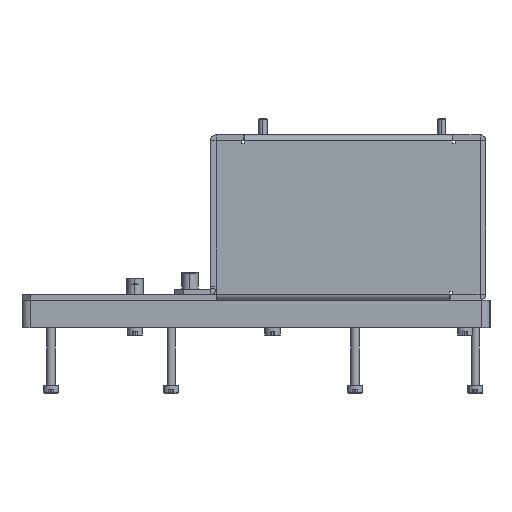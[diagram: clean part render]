
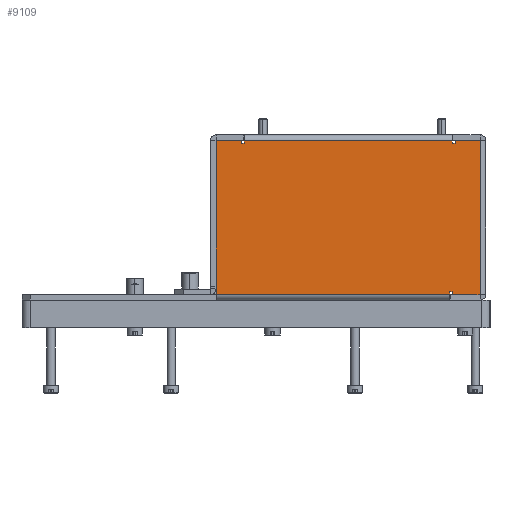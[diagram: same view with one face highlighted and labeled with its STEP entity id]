
A CAD part, left-side view. The second image highlights one B-rep face of the part: STEP entity #9109.
In plain terms, the highlighted face is planar.
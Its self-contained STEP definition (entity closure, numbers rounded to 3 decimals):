
#104 = VECTOR ( 'NONE', #2419, 1000. ) ;
#159 = DIRECTION ( 'NONE',  ( 0., 0., -1. ) ) ;
#505 = VERTEX_POINT ( 'NONE', #9788 ) ;
#963 = DIRECTION ( 'NONE',  ( 0., 1., 0. ) ) ;
#1089 = LINE ( 'NONE', #10567, #10678 ) ;
#1145 = ORIENTED_EDGE ( 'NONE', *, *, #11446, .T. ) ;
#1166 = CARTESIAN_POINT ( 'NONE',  ( 229., 0., 56. ) ) ;
#1176 = LINE ( 'NONE', #3776, #9773 ) ;
#1274 = VERTEX_POINT ( 'NONE', #7353 ) ;
#1279 = VECTOR ( 'NONE', #8079, 1000. ) ;
#1320 = LINE ( 'NONE', #6130, #10699 ) ;
#1326 = LINE ( 'NONE', #7150, #3558 ) ;
#1577 = ORIENTED_EDGE ( 'NONE', *, *, #8973, .T. ) ;
#1771 = ORIENTED_EDGE ( 'NONE', *, *, #2389, .F. ) ;
#1780 = VERTEX_POINT ( 'NONE', #7702 ) ;
#1904 = CARTESIAN_POINT ( 'NONE',  ( 229., 0., 56. ) ) ;
#1933 = ORIENTED_EDGE ( 'NONE', *, *, #11911, .F. ) ;
#2362 = ORIENTED_EDGE ( 'NONE', *, *, #9363, .T. ) ;
#2389 = EDGE_CURVE ( 'NONE', #9327, #7203, #5634, .T. ) ;
#2419 = DIRECTION ( 'NONE',  ( 0., -1., 0. ) ) ;
#2500 = VERTEX_POINT ( 'NONE', #12445 ) ;
#2560 = ORIENTED_EDGE ( 'NONE', *, *, #3610, .F. ) ;
#2583 = CARTESIAN_POINT ( 'NONE',  ( 229., 88.8, 0. ) ) ;
#2660 = DIRECTION ( 'NONE',  ( 0., 0., 1. ) ) ;
#2926 = DIRECTION ( 'NONE',  ( 0., 1., 0. ) ) ;
#3013 = DIRECTION ( 'NONE',  ( 0., 1., 0. ) ) ;
#3171 = VERTEX_POINT ( 'NONE', #4609 ) ;
#3367 = AXIS2_PLACEMENT_3D ( 'NONE', #1166, #4075, #9032 ) ;
#3371 = LINE ( 'NONE', #11111, #104 ) ;
#3396 = DIRECTION ( 'NONE',  ( 0., 0., 1. ) ) ;
#3433 = VECTOR ( 'NONE', #963, 1000. ) ;
#3465 = CARTESIAN_POINT ( 'NONE',  ( 229., 13.2, 54.9 ) ) ;
#3558 = VECTOR ( 'NONE', #11042, 1000. ) ;
#3610 = EDGE_CURVE ( 'NONE', #5931, #3171, #4540, .T. ) ;
#3632 = CARTESIAN_POINT ( 'NONE',  ( 229., 12.2, 1.1 ) ) ;
#3658 = LINE ( 'NONE', #7520, #6230 ) ;
#3716 = ORIENTED_EDGE ( 'NONE', *, *, #12116, .T. ) ;
#3776 = CARTESIAN_POINT ( 'NONE',  ( 229., 12.2, 56. ) ) ;
#3800 = EDGE_CURVE ( 'NONE', #7965, #1274, #1176, .T. ) ;
#3949 = EDGE_CURVE ( 'NONE', #7644, #8891, #9169, .T. ) ;
#3950 = CARTESIAN_POINT ( 'NONE',  ( 229., 13.2, 55.9 ) ) ;
#4075 = DIRECTION ( 'NONE',  ( -1., 0., 0. ) ) ;
#4184 = ORIENTED_EDGE ( 'NONE', *, *, #11105, .F. ) ;
#4228 = EDGE_CURVE ( 'NONE', #2500, #7965, #8747, .T. ) ;
#4235 = ORIENTED_EDGE ( 'NONE', *, *, #8911, .F. ) ;
#4493 = VECTOR ( 'NONE', #2660, 1000. ) ;
#4540 = LINE ( 'NONE', #11354, #4493 ) ;
#4609 = CARTESIAN_POINT ( 'NONE',  ( 229., 88.8, 1.1 ) ) ;
#4754 = CARTESIAN_POINT ( 'NONE',  ( 229., 0., 0. ) ) ;
#4773 = CARTESIAN_POINT ( 'NONE',  ( 229., 11.2, 56. ) ) ;
#4786 = DIRECTION ( 'NONE',  ( 0., 1., 0. ) ) ;
#4897 = PLANE ( 'NONE',  #3367 ) ;
#5004 = VECTOR ( 'NONE', #4786, 1000. ) ;
#5536 = ORIENTED_EDGE ( 'NONE', *, *, #10720, .T. ) ;
#5614 = CARTESIAN_POINT ( 'NONE',  ( 229., 87.8, 0.1 ) ) ;
#5629 = VERTEX_POINT ( 'NONE', #11921 ) ;
#5634 = LINE ( 'NONE', #9584, #6069 ) ;
#5765 = LINE ( 'NONE', #9659, #3433 ) ;
#5927 = CARTESIAN_POINT ( 'NONE',  ( 229., 0., 54.9 ) ) ;
#5931 = VERTEX_POINT ( 'NONE', #2583 ) ;
#5968 = EDGE_LOOP ( 'NONE', ( #4184, #1771, #12119, #2362, #9314, #6150, #2560, #1145, #4235, #1577, #8133, #1933, #6369, #11196, #5536, #3716 ) ) ;
#5975 = FACE_OUTER_BOUND ( 'NONE', #5968, .T. ) ;
#5977 = VECTOR ( 'NONE', #6534, 1000. ) ;
#6027 = VECTOR ( 'NONE', #8649, 1000. ) ;
#6069 = VECTOR ( 'NONE', #7484, 1000. ) ;
#6130 = CARTESIAN_POINT ( 'NONE',  ( 229., 2.1, 56. ) ) ;
#6150 = ORIENTED_EDGE ( 'NONE', *, *, #10930, .F. ) ;
#6230 = VECTOR ( 'NONE', #9496, 1000. ) ;
#6369 = ORIENTED_EDGE ( 'NONE', *, *, #3800, .F. ) ;
#6482 = LINE ( 'NONE', #7498, #5977 ) ;
#6534 = DIRECTION ( 'NONE',  ( 0., 1., 0. ) ) ;
#7081 = DIRECTION ( 'NONE',  ( 0., 0., -1. ) ) ;
#7150 = CARTESIAN_POINT ( 'NONE',  ( 229., 97.999, 56. ) ) ;
#7194 = CARTESIAN_POINT ( 'NONE',  ( 229., 87.8, 56. ) ) ;
#7203 = VERTEX_POINT ( 'NONE', #7697 ) ;
#7245 = LINE ( 'NONE', #7427, #12301 ) ;
#7353 = CARTESIAN_POINT ( 'NONE',  ( 229., 12.2, 54.9 ) ) ;
#7427 = CARTESIAN_POINT ( 'NONE',  ( 229., 12.2, 56. ) ) ;
#7484 = DIRECTION ( 'NONE',  ( 0., -1., 0. ) ) ;
#7498 = CARTESIAN_POINT ( 'NONE',  ( 229., 12.2, 0.1 ) ) ;
#7520 = CARTESIAN_POINT ( 'NONE',  ( 229., 0., 1.1 ) ) ;
#7644 = VERTEX_POINT ( 'NONE', #11050 ) ;
#7650 = LINE ( 'NONE', #5927, #5004 ) ;
#7690 = LINE ( 'NONE', #4754, #8272 ) ;
#7697 = CARTESIAN_POINT ( 'NONE',  ( 229., 11.2, 1.1 ) ) ;
#7702 = CARTESIAN_POINT ( 'NONE',  ( 229., 2.1, 0. ) ) ;
#7758 = VECTOR ( 'NONE', #2926, 1000. ) ;
#7965 = VERTEX_POINT ( 'NONE', #10204 ) ;
#8079 = DIRECTION ( 'NONE',  ( 0., 0., -1. ) ) ;
#8133 = ORIENTED_EDGE ( 'NONE', *, *, #10070, .F. ) ;
#8272 = VECTOR ( 'NONE', #3013, 1000. ) ;
#8649 = DIRECTION ( 'NONE',  ( 0., 0., -1. ) ) ;
#8747 = LINE ( 'NONE', #1904, #7758 ) ;
#8803 = VERTEX_POINT ( 'NONE', #3950 ) ;
#8891 = VERTEX_POINT ( 'NONE', #5614 ) ;
#8911 = EDGE_CURVE ( 'NONE', #505, #12234, #1326, .T. ) ;
#8973 = EDGE_CURVE ( 'NONE', #505, #8803, #3371, .T. ) ;
#9032 = DIRECTION ( 'NONE',  ( 0., -1., 0. ) ) ;
#9109 = ADVANCED_FACE ( 'NONE', ( #5975 ), #4897, .F. ) ;
#9169 = LINE ( 'NONE', #7194, #1279 ) ;
#9185 = VERTEX_POINT ( 'NONE', #9987 ) ;
#9314 = ORIENTED_EDGE ( 'NONE', *, *, #3949, .F. ) ;
#9327 = VERTEX_POINT ( 'NONE', #3632 ) ;
#9363 = EDGE_CURVE ( 'NONE', #9185, #8891, #6482, .T. ) ;
#9496 = DIRECTION ( 'NONE',  ( 0., -1., 0. ) ) ;
#9584 = CARTESIAN_POINT ( 'NONE',  ( 229., 0., 1.1 ) ) ;
#9659 = CARTESIAN_POINT ( 'NONE',  ( 229., 0., 0. ) ) ;
#9705 = EDGE_CURVE ( 'NONE', #9185, #9327, #7245, .T. ) ;
#9773 = VECTOR ( 'NONE', #159, 1000. ) ;
#9788 = CARTESIAN_POINT ( 'NONE',  ( 229., 97.999, 55.9 ) ) ;
#9933 = LINE ( 'NONE', #4773, #6027 ) ;
#9987 = CARTESIAN_POINT ( 'NONE',  ( 229., 12.2, 0.1 ) ) ;
#10070 = EDGE_CURVE ( 'NONE', #10379, #8803, #1089, .T. ) ;
#10204 = CARTESIAN_POINT ( 'NONE',  ( 229., 12.2, 56. ) ) ;
#10379 = VERTEX_POINT ( 'NONE', #3465 ) ;
#10567 = CARTESIAN_POINT ( 'NONE',  ( 229., 13.2, 56. ) ) ;
#10678 = VECTOR ( 'NONE', #11702, 1000. ) ;
#10699 = VECTOR ( 'NONE', #7081, 1000. ) ;
#10720 = EDGE_CURVE ( 'NONE', #2500, #1780, #1320, .T. ) ;
#10747 = CARTESIAN_POINT ( 'NONE',  ( 229., 97.999, 0. ) ) ;
#10930 = EDGE_CURVE ( 'NONE', #3171, #7644, #3658, .T. ) ;
#11042 = DIRECTION ( 'NONE',  ( 0., 0., -1. ) ) ;
#11050 = CARTESIAN_POINT ( 'NONE',  ( 229., 87.8, 1.1 ) ) ;
#11105 = EDGE_CURVE ( 'NONE', #7203, #5629, #9933, .T. ) ;
#11111 = CARTESIAN_POINT ( 'NONE',  ( 229., 97.999, 55.9 ) ) ;
#11196 = ORIENTED_EDGE ( 'NONE', *, *, #4228, .F. ) ;
#11354 = CARTESIAN_POINT ( 'NONE',  ( 229., 88.8, 56. ) ) ;
#11446 = EDGE_CURVE ( 'NONE', #5931, #12234, #7690, .T. ) ;
#11702 = DIRECTION ( 'NONE',  ( 0., 0., 1. ) ) ;
#11911 = EDGE_CURVE ( 'NONE', #1274, #10379, #7650, .T. ) ;
#11921 = CARTESIAN_POINT ( 'NONE',  ( 229., 11.2, 0. ) ) ;
#12116 = EDGE_CURVE ( 'NONE', #1780, #5629, #5765, .T. ) ;
#12119 = ORIENTED_EDGE ( 'NONE', *, *, #9705, .F. ) ;
#12234 = VERTEX_POINT ( 'NONE', #10747 ) ;
#12301 = VECTOR ( 'NONE', #3396, 1000. ) ;
#12445 = CARTESIAN_POINT ( 'NONE',  ( 229., 2.1, 56. ) ) ;
